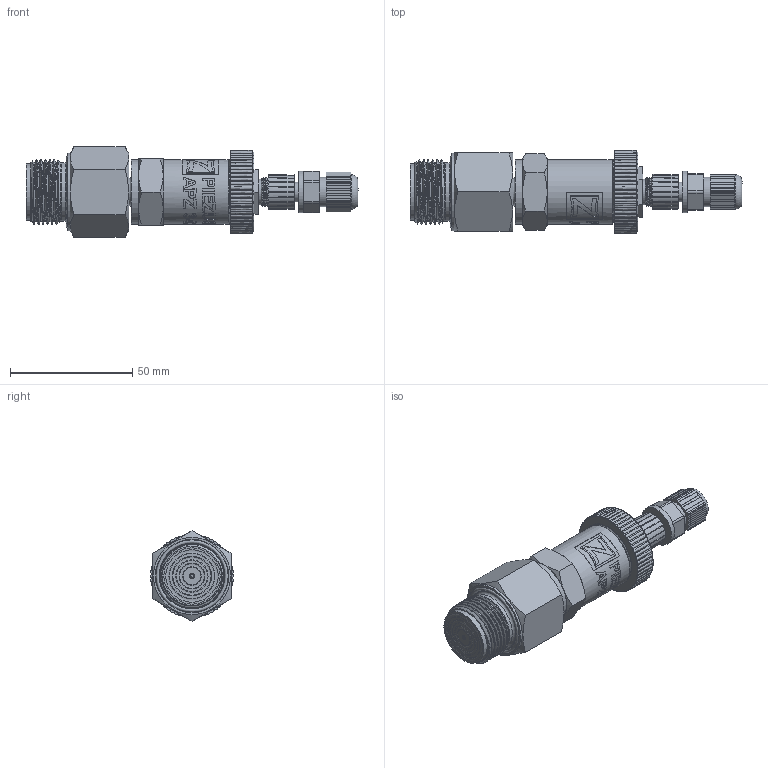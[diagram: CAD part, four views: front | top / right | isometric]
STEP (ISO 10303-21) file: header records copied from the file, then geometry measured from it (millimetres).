
FILE_DESCRIPTION(/* description */ (''),/* implementation_level */ '2;1');
FILE_NAME(/* name */ 'APZ3420m_G3''4DIN-flush_4.step',/* time_stamp */ '2021-07-06T15:18:19+03:00',/* author */ (''),/* organization */ (''),/* preprocessor_version */ 'ST-DEVELOPER v18.1',/* originating_system */ 'Autodesk Translation Framework v10.9.0.1377',/* authorisation */ '');
FILE_SCHEMA (('AUTOMOTIVE_DESIGN { 1 0 10303 214 3 1 1 }'));
Length unit declared in the file: millimetre
Products named in the file (7): АПЗ 3420м заполненная; G 1/4 EN; OMAL nut M27x1.5; Ш100.000.002; M12x1 male; M12x1 female straight; G3'4DIN diaphragm 23 v5
Assembly tree (5 placements, depth 2):
  АПЗ 3420м заполненная
    G 1/4 EN
    OMAL nut M27x1.5
    Ш100.000.002
    M12x1 male
    M12x1 female straight
  G3'4DIN diaphragm 23 v5
Bounding box: 135.55 x 34 x 36.95 mm (x, y, z)
Volume: 67302.8 mm3; surface area: 25993.9 mm2
Topology: 19 solids, 19 shells, 1048 faces, 2879 edges, 1924 vertices
Faces by surface type: bspline 511, plane 292, cylinder 169, cone 55, torus 21
Full cylindrical faces by diameter (mm): 1 x12, 1.5 x4, 2 x1, 3.3 x1, 4 x1, 5 x2, 5.1 x1, 7.3 x1, 8 x4, 8.2 x1, 9.5 x2, 10.293 x1, 10.6 x2, 10.741 x6, 11 x1, 11.445 x4, 11.884 x5, 12 x1, 13.157 x9, 14 x2, 14.137 x4, 14.526 x3, 15.85 x3, 16.203 x3, 17 x1, 21.4 x2, 22.3 x1, 22.4 x1, 23 x1, 24 x1
Entity records: 66385 total; most frequent: CARTESIAN_POINT 43620, ORIENTED_EDGE 5756, DIRECTION 2897, EDGE_CURVE 2878, VERTEX_POINT 1924, B_SPLINE_CURVE_WITH_KNOTS 1360, EDGE_LOOP 1124, FACE_OUTER_BOUND 1048
